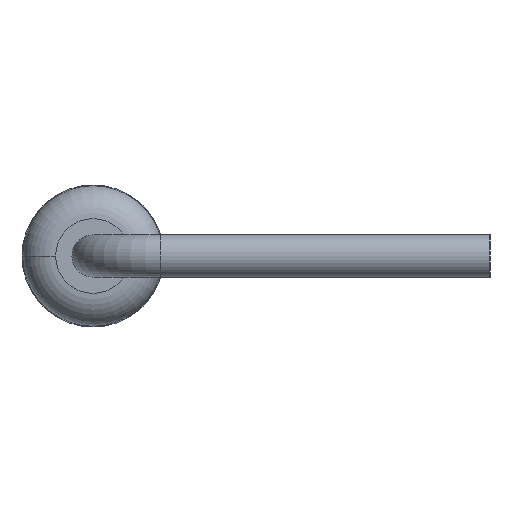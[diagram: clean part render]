
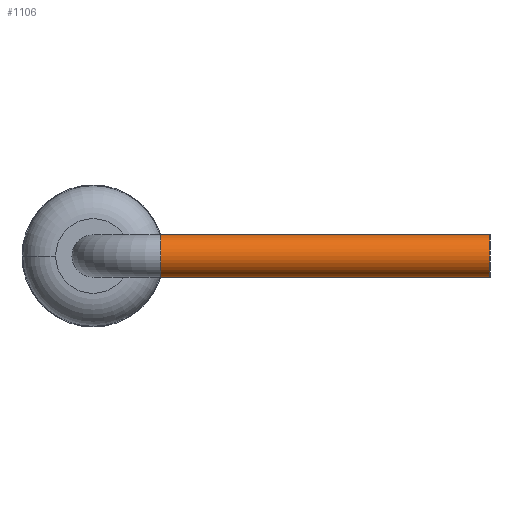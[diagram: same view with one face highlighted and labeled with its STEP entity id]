
A CAD part, left-side view. The second image highlights one B-rep face of the part: STEP entity #1106.
In plain terms, the highlighted cylindrical face has radius 0.225 mm (diameter 0.45 mm), a partial arc.
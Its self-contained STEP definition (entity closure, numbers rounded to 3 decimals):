
#431=DIRECTION('',(0.,-1.,0.));
#432=VECTOR('',#431,3.525);
#433=CARTESIAN_POINT('',(-3.5,0.025,0.225));
#434=LINE('',#433,#432);
#438=DIRECTION('',(0.,-1.,0.));
#439=VECTOR('',#438,3.525);
#440=CARTESIAN_POINT('',(-3.275,0.025,0.));
#441=LINE('',#440,#439);
#453=CARTESIAN_POINT('',(-3.5,-3.5,0.));
#454=DIRECTION('',(0.,1.,0.));
#455=DIRECTION('',(1.,0.,0.));
#456=AXIS2_PLACEMENT_3D('',#453,#454,#455);
#461=CARTESIAN_POINT('',(-3.5,0.025,0.));
#462=DIRECTION('',(0.,1.,0.));
#463=DIRECTION('',(1.,0.,0.));
#464=AXIS2_PLACEMENT_3D('',#461,#462,#463);
#501=CARTESIAN_POINT('',(-3.275,0.025,0.));
#502=VERTEX_POINT('',#501);
#503=CARTESIAN_POINT('',(-3.5,0.025,0.225));
#504=VERTEX_POINT('',#503);
#509=CARTESIAN_POINT('',(-3.275,-3.5,0.));
#510=CARTESIAN_POINT('',(-3.5,-3.5,0.225));
#511=VERTEX_POINT('',#509);
#512=VERTEX_POINT('',#510);
#1095=CARTESIAN_POINT('',(-3.5,0.039,0.));
#1096=DIRECTION('',(0.,-1.,0.));
#1097=DIRECTION('',(0.,0.,1.));
#1098=AXIS2_PLACEMENT_3D('',#1095,#1096,#1097);
#1099=CYLINDRICAL_SURFACE('',#1098,0.225);
#1100=ORIENTED_EDGE('',*,*,#1078,.F.);
#1101=ORIENTED_EDGE('',*,*,#1055,.F.);
#1102=ORIENTED_EDGE('',*,*,#1003,.T.);
#1103=ORIENTED_EDGE('',*,*,#1052,.T.);
#1104=EDGE_LOOP('',(#1100,#1101,#1102,#1103));
#1105=FACE_OUTER_BOUND('',#1104,.F.);
#1106=ADVANCED_FACE('',(#1105),#1099,.T.);
#457=CIRCLE('',#456,0.225);
#465=CIRCLE('',#464,0.225);
#1003=EDGE_CURVE('',#502,#504,#465,.T.);
#1052=EDGE_CURVE('',#504,#512,#434,.T.);
#1055=EDGE_CURVE('',#502,#511,#441,.T.);
#1078=EDGE_CURVE('',#511,#512,#457,.T.);
